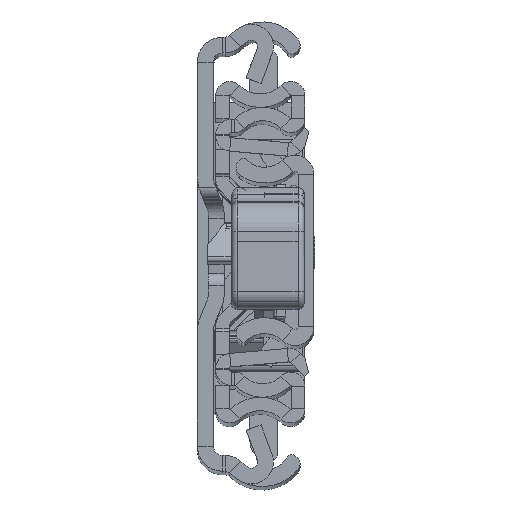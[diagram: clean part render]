
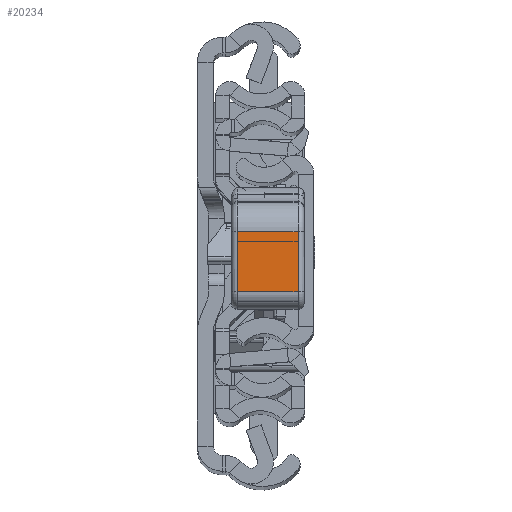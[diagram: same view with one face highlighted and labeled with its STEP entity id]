
A CAD part, top view. The second image highlights one B-rep face of the part: STEP entity #20234.
In plain terms, the highlighted face is planar.
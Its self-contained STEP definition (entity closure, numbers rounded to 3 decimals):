
#652 = EDGE_LOOP ( 'NONE', ( #8383, #19408, #2247, #29447 ) ) ;
#794 = DIRECTION ( 'NONE',  ( -1., 0.027, 0. ) ) ;
#1196 = EDGE_CURVE ( 'NONE', #8107, #26072, #11846, .T. ) ;
#1414 = PLANE ( 'NONE',  #6316 ) ;
#2247 = ORIENTED_EDGE ( 'NONE', *, *, #21114, .T. ) ;
#4928 = LINE ( 'NONE', #14859, #29860 ) ;
#6316 = AXIS2_PLACEMENT_3D ( 'NONE', #13356, #794, #10758 ) ;
#8107 = VERTEX_POINT ( 'NONE', #8808 ) ;
#8383 = ORIENTED_EDGE ( 'NONE', *, *, #14459, .T. ) ;
#8523 = EDGE_CURVE ( 'NONE', #14252, #27157, #20629, .T. ) ;
#8808 = CARTESIAN_POINT ( 'NONE',  ( 39.818, -2.465, 10. ) ) ;
#9278 = VECTOR ( 'NONE', #29562, 1000. ) ;
#10758 = DIRECTION ( 'NONE',  ( -0.027, -1., 0. ) ) ;
#11485 = CARTESIAN_POINT ( 'NONE',  ( 39.55, -12.274, 0. ) ) ;
#11846 = LINE ( 'NONE', #17351, #9278 ) ;
#13356 = CARTESIAN_POINT ( 'NONE',  ( 39.55, -12.274, 11. ) ) ;
#14155 = DIRECTION ( 'NONE',  ( 0., 0., -1. ) ) ;
#14252 = VERTEX_POINT ( 'NONE', #11485 ) ;
#14459 = EDGE_CURVE ( 'NONE', #26072, #14252, #4928, .T. ) ;
#14853 = CARTESIAN_POINT ( 'NONE',  ( 39.818, -2.465, 11. ) ) ;
#14859 = CARTESIAN_POINT ( 'NONE',  ( 39.55, -12.274, 11. ) ) ;
#15430 = DIRECTION ( 'NONE',  ( 0.027, 1., 0. ) ) ;
#17351 = CARTESIAN_POINT ( 'NONE',  ( 39.55, -12.274, 10. ) ) ;
#19408 = ORIENTED_EDGE ( 'NONE', *, *, #8523, .T. ) ;
#20234 = ADVANCED_FACE ( 'NONE', ( #23105 ), #1414, .F. ) ;
#20629 = LINE ( 'NONE', #22916, #27155 ) ;
#21114 = EDGE_CURVE ( 'NONE', #27157, #8107, #22326, .T. ) ;
#22326 = LINE ( 'NONE', #14853, #31668 ) ;
#22395 = CARTESIAN_POINT ( 'NONE',  ( 39.818, -2.465, 0. ) ) ;
#22916 = CARTESIAN_POINT ( 'NONE',  ( 39.55, -12.274, 0. ) ) ;
#23105 = FACE_OUTER_BOUND ( 'NONE', #652, .T. ) ;
#26072 = VERTEX_POINT ( 'NONE', #31524 ) ;
#26886 = DIRECTION ( 'NONE',  ( 0., 0., 1. ) ) ;
#27155 = VECTOR ( 'NONE', #15430, 1000. ) ;
#27157 = VERTEX_POINT ( 'NONE', #22395 ) ;
#29447 = ORIENTED_EDGE ( 'NONE', *, *, #1196, .T. ) ;
#29562 = DIRECTION ( 'NONE',  ( -0.027, -1., 0. ) ) ;
#29860 = VECTOR ( 'NONE', #14155, 1000. ) ;
#31524 = CARTESIAN_POINT ( 'NONE',  ( 39.55, -12.274, 10. ) ) ;
#31668 = VECTOR ( 'NONE', #26886, 1000. ) ;
